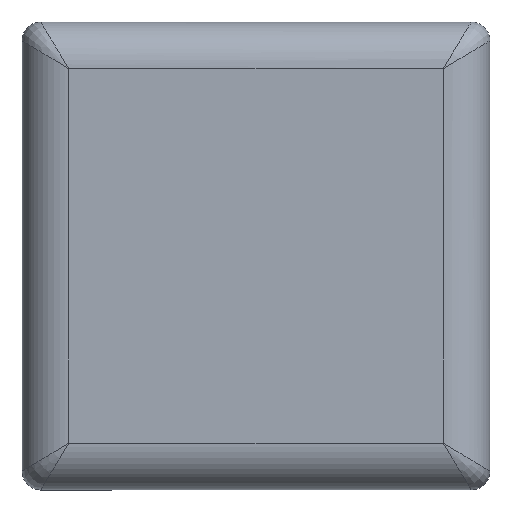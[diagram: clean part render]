
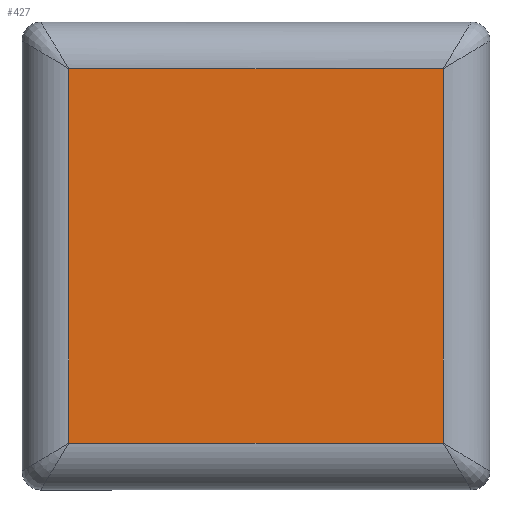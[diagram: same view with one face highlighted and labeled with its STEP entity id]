
A CAD part, top view. The second image highlights one B-rep face of the part: STEP entity #427.
In plain terms, the highlighted planar face has unit normal (0, 0, 1).
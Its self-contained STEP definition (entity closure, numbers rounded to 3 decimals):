
#157=CARTESIAN_POINT('',(-8.,-8.,3.));
#158=VERTEX_POINT('',#157);
#170=CARTESIAN_POINT('',(-8.,8.,3.));
#171=VERTEX_POINT('',#170);
#172=CARTESIAN_POINT('',(-8.,8.,3.));
#173=DIRECTION('',(0.0,-1.0,0.0));
#174=VECTOR('',#173,16.);
#175=LINE('',#172,#174);
#176=EDGE_CURVE('',#171,#158,#175,.T.);
#216=CARTESIAN_POINT('',(8.,8.,3.));
#217=VERTEX_POINT('',#216);
#218=CARTESIAN_POINT('',(8.,8.,3.));
#219=DIRECTION('',(-1.0,0.0,0.0));
#220=VECTOR('',#219,16.);
#221=LINE('',#218,#220);
#222=EDGE_CURVE('',#217,#171,#221,.T.);
#292=CARTESIAN_POINT('',(8.,-8.,3.));
#293=VERTEX_POINT('',#292);
#294=CARTESIAN_POINT('',(8.,-8.,3.));
#295=DIRECTION('',(0.0,1.0,0.0));
#296=VECTOR('',#295,16.);
#297=LINE('',#294,#296);
#298=EDGE_CURVE('',#293,#217,#297,.T.);
#368=CARTESIAN_POINT('',(-8.,-8.,3.));
#369=DIRECTION('',(1.0,0.0,0.0));
#370=VECTOR('',#369,16.);
#371=LINE('',#368,#370);
#372=EDGE_CURVE('',#158,#293,#371,.T.);
#416=CARTESIAN_POINT('',(-12.,-12.,3.));
#417=DIRECTION('',(0.0,0.0,1.0));
#418=DIRECTION('',(1.0,0.0,0.0));
#419=AXIS2_PLACEMENT_3D('',#416,#417,#418);
#420=PLANE('',#419);
#421=ORIENTED_EDGE('',*,*,#372,.T.);
#422=ORIENTED_EDGE('',*,*,#298,.T.);
#423=ORIENTED_EDGE('',*,*,#222,.T.);
#424=ORIENTED_EDGE('',*,*,#176,.T.);
#425=EDGE_LOOP('',(#421,#422,#423,#424));
#426=FACE_OUTER_BOUND('',#425,.T.);
#427=ADVANCED_FACE('',(#426),#420,.T.);
